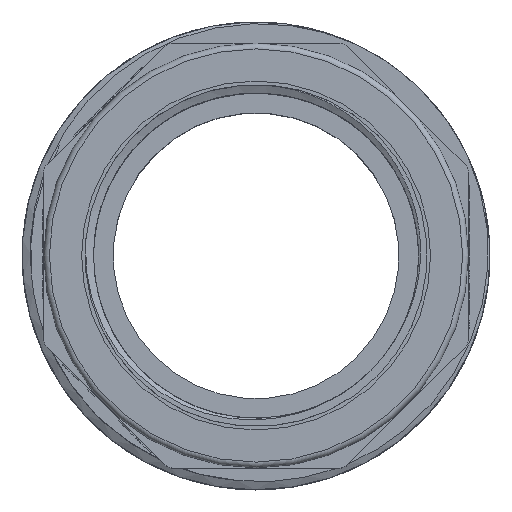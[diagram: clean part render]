
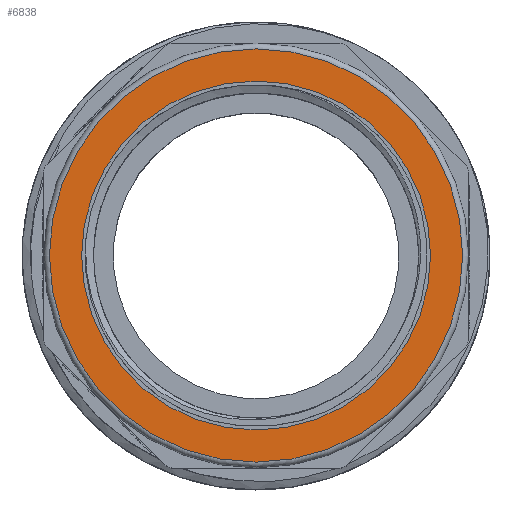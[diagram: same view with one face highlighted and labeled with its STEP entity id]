
A CAD part, top view. The second image highlights one B-rep face of the part: STEP entity #6838.
In plain terms, the highlighted planar face has unit normal (0, 0, 1).
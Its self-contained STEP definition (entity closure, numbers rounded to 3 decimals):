
#172=FACE_BOUND('',#1200,.T.);
#413=PLANE('',#7235);
#784=FACE_OUTER_BOUND('',#1199,.T.);
#1199=EDGE_LOOP('',(#6378));
#1200=EDGE_LOOP('',(#6379));
#1278=CIRCLE('',#7236,36.);
#1279=CIRCLE('',#7237,30.4);
#3414=VERTEX_POINT('',#33184);
#3415=VERTEX_POINT('',#33186);
#4403=EDGE_CURVE('',#3414,#3414,#1278,.T.);
#4404=EDGE_CURVE('',#3415,#3415,#1279,.T.);
#6378=ORIENTED_EDGE('',*,*,#4403,.T.);
#6379=ORIENTED_EDGE('',*,*,#4404,.T.);
#6838=ADVANCED_FACE('',(#784,#172),#413,.T.);
#7235=AXIS2_PLACEMENT_3D('',#33183,#8606,#8607);
#7236=AXIS2_PLACEMENT_3D('',#33185,#8608,#8609);
#7237=AXIS2_PLACEMENT_3D('',#33187,#8610,#8611);
#8606=DIRECTION('center_axis',(0.,0.,1.));
#8607=DIRECTION('ref_axis',(1.,0.,0.));
#8608=DIRECTION('center_axis',(0.,0.,1.));
#8609=DIRECTION('ref_axis',(1.,0.,0.));
#8610=DIRECTION('center_axis',(0.,0.,-1.));
#8611=DIRECTION('ref_axis',(-1.,0.,0.));
#33183=CARTESIAN_POINT('Origin',(0.,0.,54.1));
#33184=CARTESIAN_POINT('',(-36.,0.,54.1));
#33185=CARTESIAN_POINT('Origin',(0.,0.,54.1));
#33186=CARTESIAN_POINT('',(30.4,0.,54.1));
#33187=CARTESIAN_POINT('Origin',(0.,0.,54.1));
